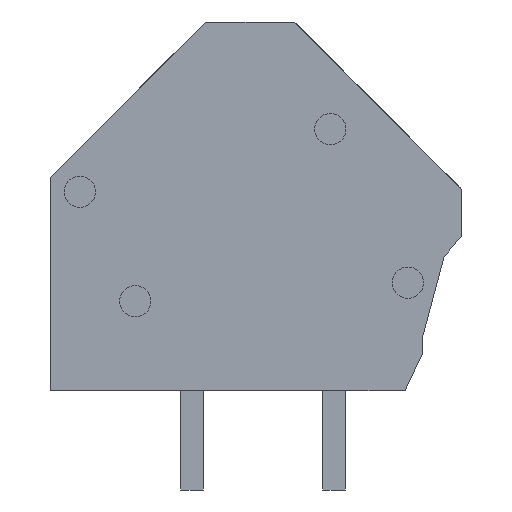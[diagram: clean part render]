
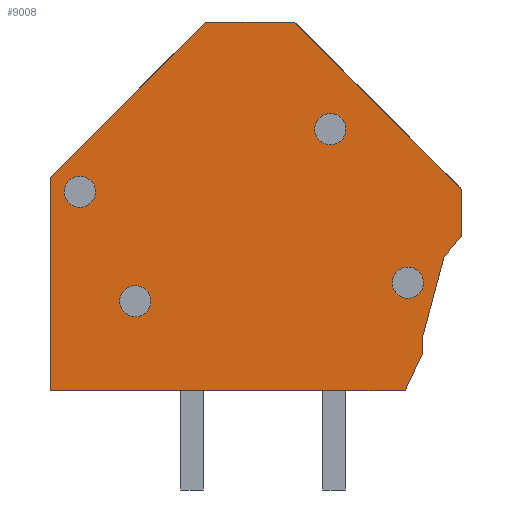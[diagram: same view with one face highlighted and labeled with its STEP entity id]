
A CAD part, left-side view. The second image highlights one B-rep face of the part: STEP entity #9008.
In plain terms, the highlighted planar face has unit normal (-1, 0, 0).
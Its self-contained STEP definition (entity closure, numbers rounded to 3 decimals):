
#8921=AXIS2_PLACEMENT_3D('Plane Axis2P3D',#8918,#8919,#8920) ;
#8938=AXIS2_PLACEMENT_3D('Circle Axis2P3D',#8936,#8937,$) ;
#8947=AXIS2_PLACEMENT_3D('Circle Axis2P3D',#8945,#8946,$) ;
#8956=AXIS2_PLACEMENT_3D('Circle Axis2P3D',#8954,#8955,$) ;
#8965=AXIS2_PLACEMENT_3D('Circle Axis2P3D',#8963,#8964,$) ;
#8974=AXIS2_PLACEMENT_3D('Circle Axis2P3D',#8972,#8973,$) ;
#8983=AXIS2_PLACEMENT_3D('Circle Axis2P3D',#8981,#8982,$) ;
#8992=AXIS2_PLACEMENT_3D('Circle Axis2P3D',#8990,#8991,$) ;
#9001=AXIS2_PLACEMENT_3D('Circle Axis2P3D',#8999,#9000,$) ;
#8593=CARTESIAN_POINT('Vertex',(0.7,2.,3.5)) ;
#8607=CARTESIAN_POINT('Vertex',(0.7,1.37,4.85)) ;
#8610=CARTESIAN_POINT('Line Origine',(0.7,1.685,4.175)) ;
#8638=CARTESIAN_POINT('Vertex',(0.7,1.37,5.45)) ;
#8641=CARTESIAN_POINT('Line Origine',(0.7,1.37,5.15)) ;
#8669=CARTESIAN_POINT('Vertex',(0.7,0.634,8.2)) ;
#8672=CARTESIAN_POINT('Line Origine',(0.7,1.002,6.825)) ;
#8700=CARTESIAN_POINT('Vertex',(0.7,0.,8.953)) ;
#8703=CARTESIAN_POINT('Line Origine',(0.7,0.317,8.577)) ;
#8731=CARTESIAN_POINT('Vertex',(0.7,0.,10.58)) ;
#8734=CARTESIAN_POINT('Line Origine',(0.7,0.,9.766)) ;
#8762=CARTESIAN_POINT('Vertex',(0.7,5.898,16.478)) ;
#8765=CARTESIAN_POINT('Line Origine',(0.7,2.949,13.529)) ;
#8793=CARTESIAN_POINT('Vertex',(0.7,9.022,16.478)) ;
#8796=CARTESIAN_POINT('Line Origine',(0.7,7.46,16.478)) ;
#8824=CARTESIAN_POINT('Vertex',(0.7,14.5,11.)) ;
#8827=CARTESIAN_POINT('Line Origine',(0.7,11.761,13.739)) ;
#8855=CARTESIAN_POINT('Vertex',(0.7,14.5,3.5)) ;
#8858=CARTESIAN_POINT('Line Origine',(0.7,14.5,7.25)) ;
#8886=CARTESIAN_POINT('Vertex',(0.7,12.7,3.5)) ;
#8889=CARTESIAN_POINT('Line Origine',(0.7,13.6,3.5)) ;
#8906=CARTESIAN_POINT('Line Origine',(0.7,7.35,3.5)) ;
#8918=CARTESIAN_POINT('Axis2P3D Location',(0.7,0.,0.)) ;
#8936=CARTESIAN_POINT('Axis2P3D Location',(0.7,13.45,10.5)) ;
#8940=CARTESIAN_POINT('Vertex',(0.7,12.9,10.5)) ;
#8942=CARTESIAN_POINT('Vertex',(0.7,14.,10.5)) ;
#8945=CARTESIAN_POINT('Axis2P3D Location',(0.7,13.45,10.5)) ;
#8954=CARTESIAN_POINT('Axis2P3D Location',(0.7,4.632,12.707)) ;
#8958=CARTESIAN_POINT('Vertex',(0.7,4.082,12.707)) ;
#8960=CARTESIAN_POINT('Vertex',(0.7,5.182,12.707)) ;
#8963=CARTESIAN_POINT('Axis2P3D Location',(0.7,4.632,12.707)) ;
#8972=CARTESIAN_POINT('Axis2P3D Location',(0.7,11.5,6.65)) ;
#8976=CARTESIAN_POINT('Vertex',(0.7,10.95,6.65)) ;
#8978=CARTESIAN_POINT('Vertex',(0.7,12.05,6.65)) ;
#8981=CARTESIAN_POINT('Axis2P3D Location',(0.7,11.5,6.65)) ;
#8990=CARTESIAN_POINT('Axis2P3D Location',(0.7,1.9,7.3)) ;
#8994=CARTESIAN_POINT('Vertex',(0.7,1.35,7.3)) ;
#8996=CARTESIAN_POINT('Vertex',(0.7,2.45,7.3)) ;
#8999=CARTESIAN_POINT('Axis2P3D Location',(0.7,1.9,7.3)) ;
#8611=DIRECTION('Vector Direction',(0.,-0.423,0.906)) ;
#8642=DIRECTION('Vector Direction',(0.,0.,1.)) ;
#8673=DIRECTION('Vector Direction',(0.,-0.259,0.966)) ;
#8704=DIRECTION('Vector Direction',(0.,-0.644,0.765)) ;
#8735=DIRECTION('Vector Direction',(0.,0.,-1.)) ;
#8766=DIRECTION('Vector Direction',(0.,0.707,0.707)) ;
#8797=DIRECTION('Vector Direction',(0.,-1.,0.)) ;
#8828=DIRECTION('Vector Direction',(0.,-0.707,0.707)) ;
#8859=DIRECTION('Vector Direction',(0.,0.,-1.)) ;
#8890=DIRECTION('Vector Direction',(0.,-1.,0.)) ;
#8907=DIRECTION('Vector Direction',(0.,-1.,0.)) ;
#8919=DIRECTION('Axis2P3D Direction',(-1.,0.,0.)) ;
#8920=DIRECTION('Axis2P3D XDirection',(0.,-1.,0.)) ;
#8937=DIRECTION('Axis2P3D Direction',(-1.,0.,0.)) ;
#8946=DIRECTION('Axis2P3D Direction',(-1.,0.,0.)) ;
#8955=DIRECTION('Axis2P3D Direction',(-1.,0.,0.)) ;
#8964=DIRECTION('Axis2P3D Direction',(-1.,0.,0.)) ;
#8973=DIRECTION('Axis2P3D Direction',(-1.,0.,0.)) ;
#8982=DIRECTION('Axis2P3D Direction',(-1.,0.,0.)) ;
#8991=DIRECTION('Axis2P3D Direction',(-1.,0.,0.)) ;
#9000=DIRECTION('Axis2P3D Direction',(-1.,0.,0.)) ;
#8612=VECTOR('Line Direction',#8611,1.) ;
#8643=VECTOR('Line Direction',#8642,1.) ;
#8674=VECTOR('Line Direction',#8673,1.) ;
#8705=VECTOR('Line Direction',#8704,1.) ;
#8736=VECTOR('Line Direction',#8735,1.) ;
#8767=VECTOR('Line Direction',#8766,1.) ;
#8798=VECTOR('Line Direction',#8797,1.) ;
#8829=VECTOR('Line Direction',#8828,1.) ;
#8860=VECTOR('Line Direction',#8859,1.) ;
#8891=VECTOR('Line Direction',#8890,1.) ;
#8908=VECTOR('Line Direction',#8907,1.) ;
#8924=ORIENTED_EDGE('',*,*,#8614,.T.) ;
#8925=ORIENTED_EDGE('',*,*,#8645,.T.) ;
#8926=ORIENTED_EDGE('',*,*,#8676,.T.) ;
#8927=ORIENTED_EDGE('',*,*,#8707,.T.) ;
#8928=ORIENTED_EDGE('',*,*,#8738,.T.) ;
#8929=ORIENTED_EDGE('',*,*,#8769,.T.) ;
#8930=ORIENTED_EDGE('',*,*,#8800,.T.) ;
#8931=ORIENTED_EDGE('',*,*,#8831,.T.) ;
#8932=ORIENTED_EDGE('',*,*,#8862,.T.) ;
#8933=ORIENTED_EDGE('',*,*,#8893,.T.) ;
#8934=ORIENTED_EDGE('',*,*,#8910,.T.) ;
#8951=ORIENTED_EDGE('',*,*,#8944,.F.) ;
#8952=ORIENTED_EDGE('',*,*,#8949,.F.) ;
#8969=ORIENTED_EDGE('',*,*,#8962,.F.) ;
#8970=ORIENTED_EDGE('',*,*,#8967,.F.) ;
#8987=ORIENTED_EDGE('',*,*,#8980,.F.) ;
#8988=ORIENTED_EDGE('',*,*,#8985,.F.) ;
#9005=ORIENTED_EDGE('',*,*,#8998,.F.) ;
#9006=ORIENTED_EDGE('',*,*,#9003,.F.) ;
#8953=FACE_BOUND('',#8950,.T.) ;
#8971=FACE_BOUND('',#8968,.T.) ;
#8989=FACE_BOUND('',#8986,.T.) ;
#9007=FACE_BOUND('',#9004,.T.) ;
#9008=ADVANCED_FACE('End plate_LMZF.1\\Hauptkoerper',(#8935,#8953,#8971,#8989,#9007),#8922,.T.) ;
#8939=CIRCLE('generated circle',#8938,0.55) ;
#8948=CIRCLE('generated circle',#8947,0.55) ;
#8957=CIRCLE('generated circle',#8956,0.55) ;
#8966=CIRCLE('generated circle',#8965,0.55) ;
#8975=CIRCLE('generated circle',#8974,0.55) ;
#8984=CIRCLE('generated circle',#8983,0.55) ;
#8993=CIRCLE('generated circle',#8992,0.55) ;
#9002=CIRCLE('generated circle',#9001,0.55) ;
#8614=EDGE_CURVE('',#8594,#8608,#8613,.T.) ;
#8645=EDGE_CURVE('',#8608,#8639,#8644,.T.) ;
#8676=EDGE_CURVE('',#8639,#8670,#8675,.T.) ;
#8707=EDGE_CURVE('',#8670,#8701,#8706,.T.) ;
#8738=EDGE_CURVE('',#8701,#8732,#8737,.F.) ;
#8769=EDGE_CURVE('',#8732,#8763,#8768,.T.) ;
#8800=EDGE_CURVE('',#8763,#8794,#8799,.F.) ;
#8831=EDGE_CURVE('',#8794,#8825,#8830,.F.) ;
#8862=EDGE_CURVE('',#8825,#8856,#8861,.T.) ;
#8893=EDGE_CURVE('',#8856,#8887,#8892,.T.) ;
#8910=EDGE_CURVE('',#8887,#8594,#8909,.T.) ;
#8944=EDGE_CURVE('',#8941,#8943,#8939,.T.) ;
#8949=EDGE_CURVE('',#8943,#8941,#8948,.T.) ;
#8962=EDGE_CURVE('',#8959,#8961,#8957,.T.) ;
#8967=EDGE_CURVE('',#8961,#8959,#8966,.T.) ;
#8980=EDGE_CURVE('',#8977,#8979,#8975,.T.) ;
#8985=EDGE_CURVE('',#8979,#8977,#8984,.T.) ;
#8998=EDGE_CURVE('',#8995,#8997,#8993,.T.) ;
#9003=EDGE_CURVE('',#8997,#8995,#9002,.T.) ;
#8923=EDGE_LOOP('',(#8924,#8925,#8926,#8927,#8928,#8929,#8930,#8931,#8932,#8933,#8934)) ;
#8950=EDGE_LOOP('',(#8951,#8952)) ;
#8968=EDGE_LOOP('',(#8969,#8970)) ;
#8986=EDGE_LOOP('',(#8987,#8988)) ;
#9004=EDGE_LOOP('',(#9005,#9006)) ;
#8935=FACE_OUTER_BOUND('',#8923,.T.) ;
#8613=LINE('Line',#8610,#8612) ;
#8644=LINE('Line',#8641,#8643) ;
#8675=LINE('Line',#8672,#8674) ;
#8706=LINE('Line',#8703,#8705) ;
#8737=LINE('Line',#8734,#8736) ;
#8768=LINE('Line',#8765,#8767) ;
#8799=LINE('Line',#8796,#8798) ;
#8830=LINE('Line',#8827,#8829) ;
#8861=LINE('Line',#8858,#8860) ;
#8892=LINE('Line',#8889,#8891) ;
#8909=LINE('Line',#8906,#8908) ;
#8922=PLANE('',#8921) ;
#8594=VERTEX_POINT('',#8593) ;
#8608=VERTEX_POINT('',#8607) ;
#8639=VERTEX_POINT('',#8638) ;
#8670=VERTEX_POINT('',#8669) ;
#8701=VERTEX_POINT('',#8700) ;
#8732=VERTEX_POINT('',#8731) ;
#8763=VERTEX_POINT('',#8762) ;
#8794=VERTEX_POINT('',#8793) ;
#8825=VERTEX_POINT('',#8824) ;
#8856=VERTEX_POINT('',#8855) ;
#8887=VERTEX_POINT('',#8886) ;
#8941=VERTEX_POINT('',#8940) ;
#8943=VERTEX_POINT('',#8942) ;
#8959=VERTEX_POINT('',#8958) ;
#8961=VERTEX_POINT('',#8960) ;
#8977=VERTEX_POINT('',#8976) ;
#8979=VERTEX_POINT('',#8978) ;
#8995=VERTEX_POINT('',#8994) ;
#8997=VERTEX_POINT('',#8996) ;
